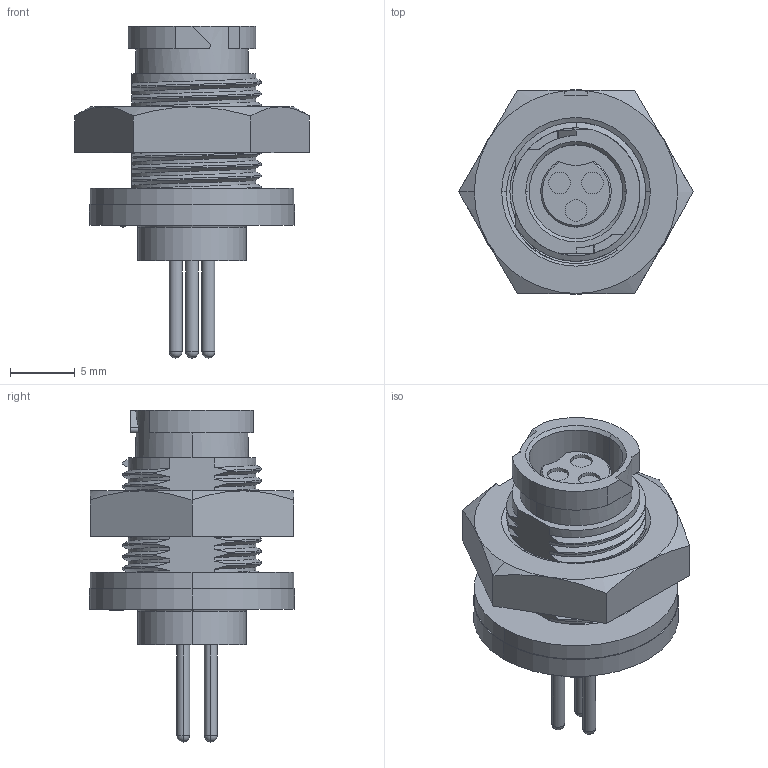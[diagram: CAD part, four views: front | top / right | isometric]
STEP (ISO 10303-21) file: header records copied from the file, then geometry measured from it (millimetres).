
FILE_DESCRIPTION (( 'STEP AP203' ), '1' );
FILE_NAME ('W17292-3SG-P-300.STEP', '2021-11-03T16:03:27', ( '' ), ( '' ), 'SwSTEP 2.0', 'SolidWorks 2020', '' );
FILE_SCHEMA (( 'CONFIG_CONTROL_DESIGN' ));
Length unit declared in the file: millimetre
Products named in the file (1): W17292-3SG-P-300
Bounding box: 18.18 x 15.88 x 25.7 mm (x, y, z)
Volume: 1889.8 mm3; surface area: 2184.2 mm2
Topology: 2 solids, 2 shells, 192 faces, 483 edges, 315 vertices
Faces by surface type: cylinder 77, plane 53, bspline 36, cone 16, torus 8, sphere 2
Entity records: 13073 total; most frequent: CARTESIAN_POINT 8786, ORIENTED_EDGE 966, DIRECTION 763, EDGE_CURVE 483, VERTEX_POINT 315, AXIS2_PLACEMENT_3D 285, EDGE_LOOP 214, VECTOR 193
